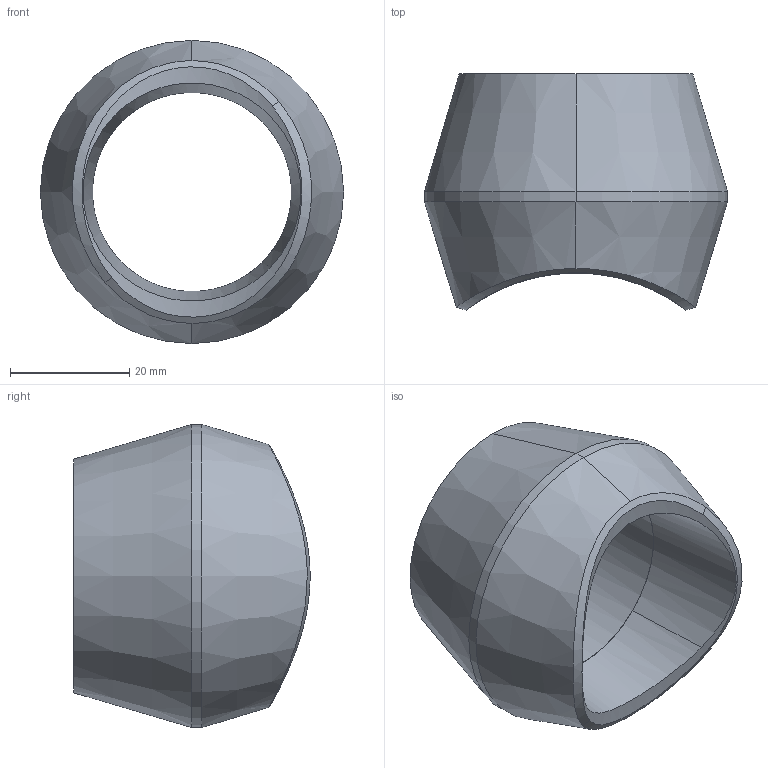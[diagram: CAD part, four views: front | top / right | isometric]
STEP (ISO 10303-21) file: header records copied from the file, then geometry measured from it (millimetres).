
FILE_DESCRIPTION (( 'STEP AP203' ), '1' );
FILE_NAME ('2 X 1.STEP', '2025-05-10T00:35:19', '' );
FILE_SCHEMA (( 'CONFIG_CONTROL_DESIGN' ));
Length unit declared in the file: inch
Products named in the file (1): 2 X 1
Bounding box: 50.8 x 39.59 x 50.8 mm (x, y, z)
Surface area: 11619.1 mm2 (no closed solid volume)
Topology: 0 solids, 2 shells, 16 faces, 38 edges, 24 vertices
Faces by surface type: bspline 6, cylinder 5, cone 4, plane 1
Entity records: 1523 total; most frequent: CARTESIAN_POINT 1108, ORIENTED_EDGE 72, DIRECTION 58, EDGE_CURVE 38, AXIS2_PLACEMENT_3D 25, VERTEX_POINT 24, EDGE_LOOP 18, FACE_OUTER_BOUND 16
